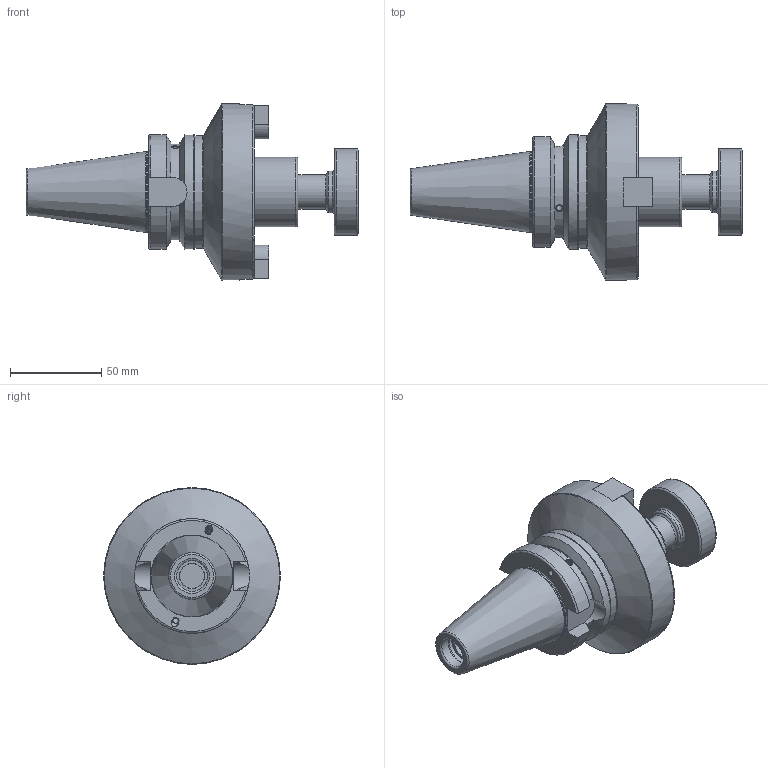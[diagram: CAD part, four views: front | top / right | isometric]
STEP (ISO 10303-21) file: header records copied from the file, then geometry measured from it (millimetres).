
FILE_DESCRIPTION(/* description */ (''),/* implementation_level */ '2;1');
FILE_NAME(/* name */ 'EH021B.stp',/* time_stamp */ '2026-01-08T09:30:12+09:00',/* author */ ('YSH'),/* organization */ (''),/* preprocessor_version */ 'ST-DEVELOPER v20.1',/* originating_system */ 'Autodesk Inventor 2026',/* authorisation */ '');
FILE_SCHEMA (('AUTOMOTIVE_DESIGN { 1 0 10303 214 3 1 1 }'));
Length unit declared in the file: millimetre
Products named in the file (5): lo-BT40ADB-SMA38.1-59.944; BT40; SMA27-DRIV EKEY-SECO; HEX' WRENCH BOLT-UNC1_4-20x5_8L; COLLAR BOLT-UNF3_4-16x47L
Assembly tree (4 placements, depth 2):
  lo-BT40ADB-SMA38.1-59.944
    BT40
    SMA27-DRIV EKEY-SECO  x2
    COLLAR BOLT-UNF3_4-16x47L
  HEX' WRENCH BOLT-UNC1_4-20x5_8L
Bounding box: 182.28 x 96.85 x 96.85 mm (x, y, z)
Volume: 364472.9 mm3; surface area: 59841.7 mm2
Topology: 6 solids, 6 shells, 159 faces, 388 edges, 250 vertices
Faces by surface type: plane 71, cylinder 47, torus 21, cone 20
Full cylindrical faces by diameter (mm): 3.242 x8, 4 x4, 4.978 x2, 6.35 x2, 6.6 x2, 9.525 x2, 10.3 x2, 13.5 x1, 13.835 x1, 15.875 x1, 17 x1, 17.323 x1, 17.6 x1, 19.05 x1, 23 x1, 24 x1, 38.1 x1, 44 x1, 47.7 x1, 62 x1, 63 x1, 96.85 x1
Entity records: 4437 total; most frequent: CARTESIAN_POINT 977, DIRECTION 733, ORIENTED_EDGE 656, EDGE_CURVE 328, AXIS2_PLACEMENT_3D 297, VERTEX_POINT 214, EDGE_LOOP 160, LINE 139
